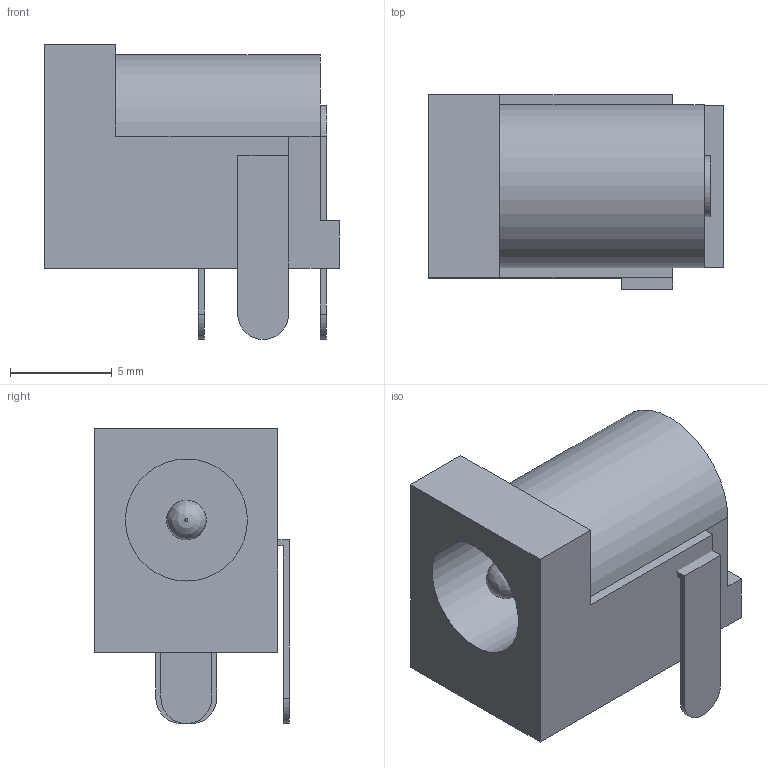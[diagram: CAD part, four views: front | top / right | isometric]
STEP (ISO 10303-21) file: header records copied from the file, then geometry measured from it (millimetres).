
FILE_DESCRIPTION(/* description */ (''),/* implementation_level */ '2;1');
FILE_NAME(/* name */ 'MJ-179PH.step',/* time_stamp */ '2024-06-12T21:16:24+09:00',/* author */ (''),/* organization */ (''),/* preprocessor_version */ 'ST-DEVELOPER v20',/* originating_system */ 'Autodesk Translation Framework v13.14.0.145',/* authorisation */ '');
FILE_SCHEMA (('AUTOMOTIVE_DESIGN { 1 0 10303 214 3 1 1 }'));
Length unit declared in the file: millimetre
Products named in the file (1): MJ-179PH
Bounding box: 14.5 x 9.55 x 14.5 mm (x, y, z)
Volume: 937.8 mm3; surface area: 1124.1 mm2
Topology: 5 solids, 5 shells, 44 faces, 97 edges, 64 vertices
Faces by surface type: plane 35, cylinder 8, bspline 1
Full cylindrical faces by diameter (mm): 1.95 x1, 6 x1
Entity records: 1276 total; most frequent: CARTESIAN_POINT 232, DIRECTION 204, ORIENTED_EDGE 194, EDGE_CURVE 97, LINE 78, VECTOR 78, VERTEX_POINT 64, AXIS2_PLACEMENT_3D 63
